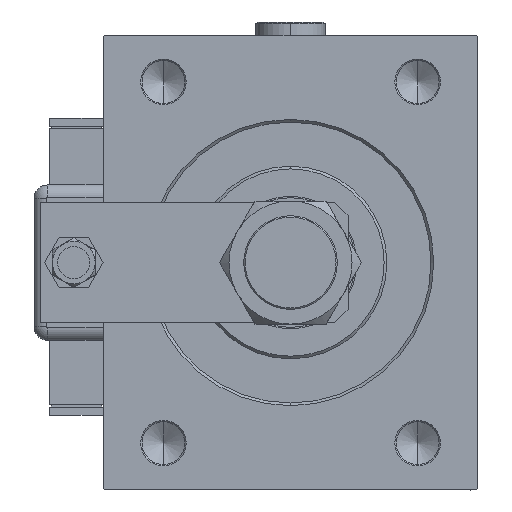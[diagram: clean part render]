
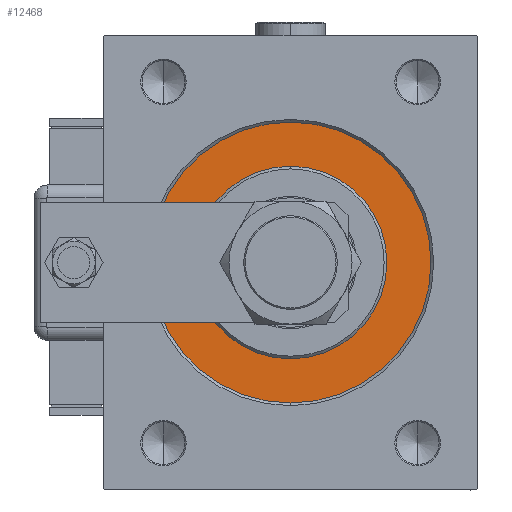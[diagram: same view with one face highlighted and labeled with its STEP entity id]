
A CAD part, left-side view. The second image highlights one B-rep face of the part: STEP entity #12468.
In plain terms, the highlighted face is planar.
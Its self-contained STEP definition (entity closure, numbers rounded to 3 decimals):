
#1007 = DIRECTION ( 'NONE',  ( 0., 0., 1. ) ) ;
#4895 = EDGE_LOOP ( 'NONE', ( #20811, #43367 ) ) ;
#5809 = CARTESIAN_POINT ( 'NONE',  ( 0., 0., 0. ) ) ;
#6553 = VERTEX_POINT ( 'NONE', #34442 ) ;
#6764 = CARTESIAN_POINT ( 'NONE',  ( 0., 0., 0. ) ) ;
#9948 = CIRCLE ( 'NONE', #23202, 52.5 ) ;
#10002 = CARTESIAN_POINT ( 'NONE',  ( 0., 0., 52.5 ) ) ;
#10239 = CIRCLE ( 'NONE', #27590, 36. ) ;
#12468 = ADVANCED_FACE ( 'NONE', ( #15719, #50253 ), #16352, .F. ) ;
#12673 = CIRCLE ( 'NONE', #39144, 52.5 ) ;
#15719 = FACE_BOUND ( 'NONE', #17121, .T. ) ;
#16352 = PLANE ( 'NONE',  #56923 ) ;
#17121 = EDGE_LOOP ( 'NONE', ( #25762, #53824 ) ) ;
#17539 = DIRECTION ( 'NONE',  ( 1., 0., 0. ) ) ;
#20542 = EDGE_CURVE ( 'NONE', #38412, #6553, #10239, .T. ) ;
#20545 = DIRECTION ( 'NONE',  ( -1., 0., 0. ) ) ;
#20811 = ORIENTED_EDGE ( 'NONE', *, *, #28384, .F. ) ;
#21430 = AXIS2_PLACEMENT_3D ( 'NONE', #39463, #54179, #62822 ) ;
#22352 = DIRECTION ( 'NONE',  ( 0., 0., -1. ) ) ;
#23202 = AXIS2_PLACEMENT_3D ( 'NONE', #6764, #20545, #46088 ) ;
#25762 = ORIENTED_EDGE ( 'NONE', *, *, #20542, .F. ) ;
#27590 = AXIS2_PLACEMENT_3D ( 'NONE', #36713, #17539, #22352 ) ;
#28384 = EDGE_CURVE ( 'NONE', #53816, #43967, #12673, .T. ) ;
#31879 = DIRECTION ( 'NONE',  ( -1., 0., 0. ) ) ;
#34442 = CARTESIAN_POINT ( 'NONE',  ( 0., 0., -36. ) ) ;
#34530 = CARTESIAN_POINT ( 'NONE',  ( 0., 0., 36. ) ) ;
#34885 = DIRECTION ( 'NONE',  ( -1., 0., 0. ) ) ;
#36683 = DIRECTION ( 'NONE',  ( 0., 0., 1. ) ) ;
#36713 = CARTESIAN_POINT ( 'NONE',  ( 0., 0., 0. ) ) ;
#38412 = VERTEX_POINT ( 'NONE', #34530 ) ;
#38752 = CIRCLE ( 'NONE', #21430, 36. ) ;
#39144 = AXIS2_PLACEMENT_3D ( 'NONE', #55884, #31879, #36683 ) ;
#39463 = CARTESIAN_POINT ( 'NONE',  ( 0., 0., 0. ) ) ;
#41313 = EDGE_CURVE ( 'NONE', #43967, #53816, #9948, .T. ) ;
#43367 = ORIENTED_EDGE ( 'NONE', *, *, #41313, .F. ) ;
#43967 = VERTEX_POINT ( 'NONE', #10002 ) ;
#46088 = DIRECTION ( 'NONE',  ( 0., 0., 1. ) ) ;
#47148 = EDGE_CURVE ( 'NONE', #6553, #38412, #38752, .T. ) ;
#50253 = FACE_OUTER_BOUND ( 'NONE', #4895, .T. ) ;
#53816 = VERTEX_POINT ( 'NONE', #62597 ) ;
#53824 = ORIENTED_EDGE ( 'NONE', *, *, #47148, .F. ) ;
#54179 = DIRECTION ( 'NONE',  ( 1., 0., 0. ) ) ;
#55884 = CARTESIAN_POINT ( 'NONE',  ( 0., 0., 0. ) ) ;
#56923 = AXIS2_PLACEMENT_3D ( 'NONE', #5809, #34885, #1007 ) ;
#62597 = CARTESIAN_POINT ( 'NONE',  ( 0., 0., -52.5 ) ) ;
#62822 = DIRECTION ( 'NONE',  ( 0., 0., -1. ) ) ;
